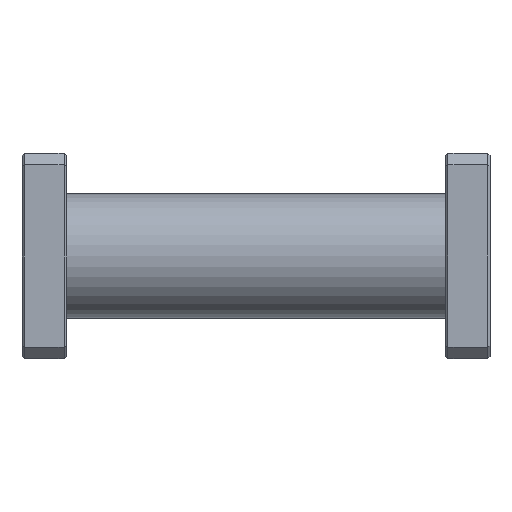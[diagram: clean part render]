
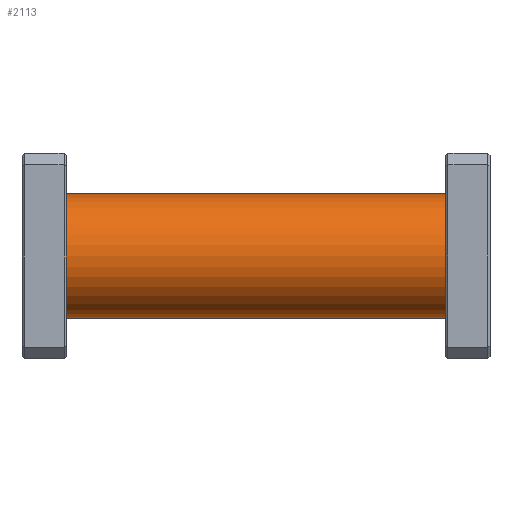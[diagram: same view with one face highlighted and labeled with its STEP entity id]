
A CAD part, front view. The second image highlights one B-rep face of the part: STEP entity #2113.
In plain terms, the highlighted cylindrical face has radius 6.731 mm (diameter 13.462 mm), a partial arc.
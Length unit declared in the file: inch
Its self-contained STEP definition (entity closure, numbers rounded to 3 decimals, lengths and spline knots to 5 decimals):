
#33 = VECTOR ( 'NONE', #2032, 39.37008 ) ;
#45 = CARTESIAN_POINT ( 'NONE',  ( 1.81, 0., -0.265 ) ) ;
#59 = EDGE_CURVE ( 'NONE', #1979, #977, #1264, .T. ) ;
#139 = CARTESIAN_POINT ( 'NONE',  ( 0., 0., -0.265 ) ) ;
#171 = CIRCLE ( 'NONE', #929, 0.265 ) ;
#286 = DIRECTION ( 'NONE',  ( 0., 0., -1. ) ) ;
#481 = DIRECTION ( 'NONE',  ( 1., 0., 0. ) ) ;
#501 = ORIENTED_EDGE ( 'NONE', *, *, #59, .F. ) ;
#527 = VERTEX_POINT ( 'NONE', #736 ) ;
#546 = CARTESIAN_POINT ( 'NONE',  ( 0.19, 0., 0. ) ) ;
#566 = AXIS2_PLACEMENT_3D ( 'NONE', #546, #882, #1229 ) ;
#568 = CIRCLE ( 'NONE', #566, 0.265 ) ;
#687 = ORIENTED_EDGE ( 'NONE', *, *, #940, .F. ) ;
#736 = CARTESIAN_POINT ( 'NONE',  ( 0.19, 0., -0.265 ) ) ;
#748 = CYLINDRICAL_SURFACE ( 'NONE', #1360, 0.265 ) ;
#796 = CARTESIAN_POINT ( 'NONE',  ( 1.81, 0., 0. ) ) ;
#819 = CARTESIAN_POINT ( 'NONE',  ( 1.81, 0., 0.265 ) ) ;
#830 = ORIENTED_EDGE ( 'NONE', *, *, #1839, .T. ) ;
#882 = DIRECTION ( 'NONE',  ( 1., 0., 0. ) ) ;
#929 = AXIS2_PLACEMENT_3D ( 'NONE', #796, #959, #286 ) ;
#940 = EDGE_CURVE ( 'NONE', #977, #947, #171, .T. ) ;
#947 = VERTEX_POINT ( 'NONE', #45 ) ;
#959 = DIRECTION ( 'NONE',  ( 1., 0., 0. ) ) ;
#977 = VERTEX_POINT ( 'NONE', #819 ) ;
#980 = CARTESIAN_POINT ( 'NONE',  ( 0., 0., 0.265 ) ) ;
#1208 = VECTOR ( 'NONE', #481, 39.37008 ) ;
#1229 = DIRECTION ( 'NONE',  ( 0., 0., -1. ) ) ;
#1264 = LINE ( 'NONE', #980, #33 ) ;
#1359 = FACE_OUTER_BOUND ( 'NONE', #1669, .T. ) ;
#1360 = AXIS2_PLACEMENT_3D ( 'NONE', #1697, #1512, #1704 ) ;
#1512 = DIRECTION ( 'NONE',  ( 1., 0., 0. ) ) ;
#1669 = EDGE_LOOP ( 'NONE', ( #501, #830, #1790, #687 ) ) ;
#1697 = CARTESIAN_POINT ( 'NONE',  ( 0., 0., 0. ) ) ;
#1704 = DIRECTION ( 'NONE',  ( 0., 0., -1. ) ) ;
#1790 = ORIENTED_EDGE ( 'NONE', *, *, #2242, .T. ) ;
#1839 = EDGE_CURVE ( 'NONE', #1979, #527, #568, .T. ) ;
#1979 = VERTEX_POINT ( 'NONE', #2003 ) ;
#2003 = CARTESIAN_POINT ( 'NONE',  ( 0.19, 0., 0.265 ) ) ;
#2032 = DIRECTION ( 'NONE',  ( 1., 0., 0. ) ) ;
#2113 = ADVANCED_FACE ( 'NONE', ( #1359 ), #748, .T. ) ;
#2162 = LINE ( 'NONE', #139, #1208 ) ;
#2242 = EDGE_CURVE ( 'NONE', #527, #947, #2162, .T. ) ;
